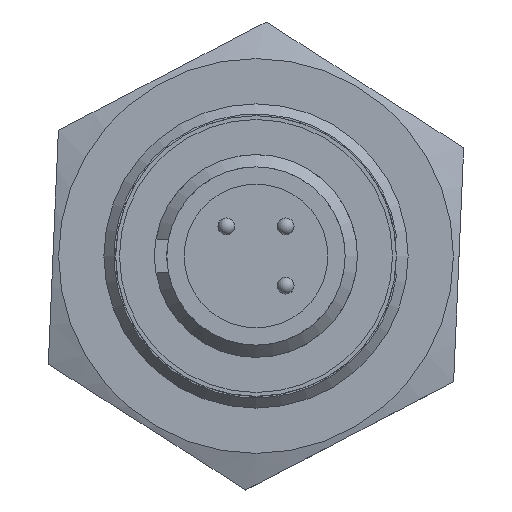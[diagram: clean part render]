
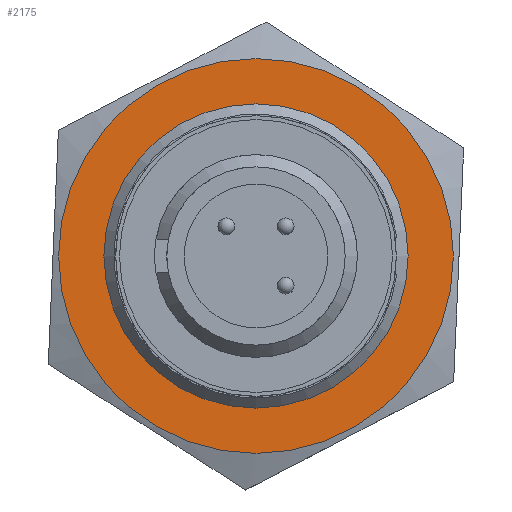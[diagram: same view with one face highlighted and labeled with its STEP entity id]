
A CAD part, left-side view. The second image highlights one B-rep face of the part: STEP entity #2175.
In plain terms, the highlighted planar face has unit normal (-1, 0, 0).
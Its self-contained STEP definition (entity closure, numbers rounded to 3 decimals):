
#253 = EDGE_LOOP ( 'NONE', ( #367 ) ) ;
#274 = EDGE_LOOP ( 'NONE', ( #379 ) ) ;
#367 = ORIENTED_EDGE ( 'NONE', *, *, #465, .T. ) ;
#379 = ORIENTED_EDGE ( 'NONE', *, *, #478, .T. ) ;
#465 = EDGE_CURVE ( 'NONE', #1283, #1283, #2229, .T. ) ;
#478 = EDGE_CURVE ( 'NONE', #1285, #1285, #2400, .T. ) ;
#608 = DIRECTION ( 'NONE',  ( 0., 0., -1. ) ) ;
#609 = DIRECTION ( 'NONE',  ( 1., 0., 0. ) ) ;
#610 = CARTESIAN_POINT ( 'NONE',  ( 15., 11.691, 7.438 ) ) ;
#611 = PLANE ( 'NONE',  #822 ) ;
#822 = AXIS2_PLACEMENT_3D ( 'NONE', #610, #609, #608 ) ;
#1283 = VERTEX_POINT ( 'NONE', #1805 ) ;
#1285 = VERTEX_POINT ( 'NONE', #1817 ) ;
#1485 = CARTESIAN_POINT ( 'NONE',  ( 15., 0., 0. ) ) ;
#1634 = DIRECTION ( 'NONE',  ( 0., 0., -1. ) ) ;
#1646 = DIRECTION ( 'NONE',  ( -1., 0., 0. ) ) ;
#1732 = DIRECTION ( 'NONE',  ( 0., 0., -1. ) ) ;
#1753 = DIRECTION ( 'NONE',  ( 1., 0., 0. ) ) ;
#1754 = CARTESIAN_POINT ( 'NONE',  ( 15., 0., 0. ) ) ;
#1805 = CARTESIAN_POINT ( 'NONE',  ( 15., 0., -8.5 ) ) ;
#1817 = CARTESIAN_POINT ( 'NONE',  ( 15., 0., -11.679 ) ) ;
#1882 = FACE_BOUND ( 'NONE', #253, .T. ) ;
#1883 = FACE_OUTER_BOUND ( 'NONE', #274, .T. ) ;
#2175 = ADVANCED_FACE ( 'NONE', ( #1883, #1882 ), #611, .F. ) ;
#2229 = CIRCLE ( 'NONE', #2244, 8.5 ) ;
#2244 = AXIS2_PLACEMENT_3D ( 'NONE', #1754, #1753, #1732 ) ;
#2360 = AXIS2_PLACEMENT_3D ( 'NONE', #1485, #1646, #1634 ) ;
#2400 = CIRCLE ( 'NONE', #2360, 11.679 ) ;
